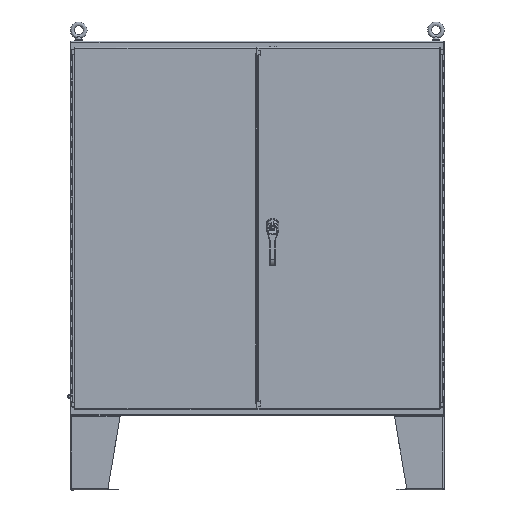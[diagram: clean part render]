
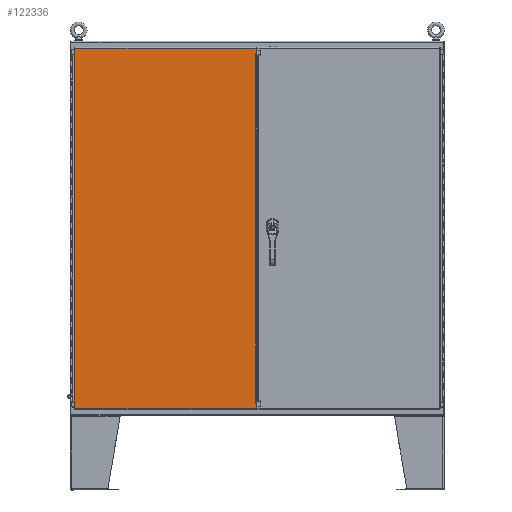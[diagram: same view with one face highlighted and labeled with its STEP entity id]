
A CAD part, top view. The second image highlights one B-rep face of the part: STEP entity #122336.
In plain terms, the highlighted planar face has unit normal (0, 0, 1).
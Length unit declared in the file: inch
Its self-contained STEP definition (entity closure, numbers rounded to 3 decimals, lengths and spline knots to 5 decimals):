
#692 = EDGE_CURVE ( 'NONE', #88971, #38012, #94974, .T. ) ;
#1724 = ORIENTED_EDGE ( 'NONE', *, *, #7002, .F. ) ;
#7002 = EDGE_CURVE ( 'NONE', #13670, #82057, #24693, .T. ) ;
#7157 = CARTESIAN_POINT ( 'NONE',  ( 15.14647, 29.9688, 17.16033 ) ) ;
#7857 = CARTESIAN_POINT ( 'NONE',  ( 29.74002, 1.84355, 17.16033 ) ) ;
#9198 = LINE ( 'NONE', #26009, #18304 ) ;
#9232 = LINE ( 'NONE', #51256, #85160 ) ;
#10339 = VECTOR ( 'NONE', #26096, 39.37008 ) ;
#11188 = LINE ( 'NONE', #94108, #76418 ) ;
#13670 = VERTEX_POINT ( 'NONE', #7857 ) ;
#14571 = EDGE_CURVE ( 'NONE', #49448, #111077, #18157, .T. ) ;
#14662 = DIRECTION ( 'NONE',  ( 0., 1., 0. ) ) ;
#15284 = DIRECTION ( 'NONE',  ( 0., -1., 0. ) ) ;
#15888 = EDGE_CURVE ( 'NONE', #38012, #114244, #109989, .T. ) ;
#16091 = DIRECTION ( 'NONE',  ( -1., 0., 0. ) ) ;
#17168 = AXIS2_PLACEMENT_3D ( 'NONE', #7157, #55075, #94834 ) ;
#18157 = LINE ( 'NONE', #122215, #25660 ) ;
#18304 = VECTOR ( 'NONE', #93891, 39.37008 ) ;
#18999 = VECTOR ( 'NONE', #14662, 39.37008 ) ;
#19122 = CARTESIAN_POINT ( 'NONE',  ( 0.64642, 1., 17.16033 ) ) ;
#20942 = VERTEX_POINT ( 'NONE', #85213 ) ;
#22146 = CARTESIAN_POINT ( 'NONE',  ( 29.74002, 58.09385, 17.16033 ) ) ;
#22309 = ORIENTED_EDGE ( 'NONE', *, *, #14571, .F. ) ;
#23234 = LINE ( 'NONE', #70968, #120443 ) ;
#24693 = LINE ( 'NONE', #27002, #97460 ) ;
#25038 = CARTESIAN_POINT ( 'NONE',  ( 29.74022, 58.09385, 17.16033 ) ) ;
#25660 = VECTOR ( 'NONE', #73819, 39.37008 ) ;
#26009 = CARTESIAN_POINT ( 'NONE',  ( 29.74002, 1.84375, 17.16033 ) ) ;
#26096 = DIRECTION ( 'NONE',  ( 0., -1., 0. ) ) ;
#27002 = CARTESIAN_POINT ( 'NONE',  ( 15.14647, 1.84355, 17.16033 ) ) ;
#27827 = DIRECTION ( 'NONE',  ( 1., 0., 0. ) ) ;
#31177 = CARTESIAN_POINT ( 'NONE',  ( 29.77147, 1.84355, 17.16033 ) ) ;
#31932 = ORIENTED_EDGE ( 'NONE', *, *, #124952, .F. ) ;
#33406 = VECTOR ( 'NONE', #125093, 39.37008 ) ;
#35649 = EDGE_CURVE ( 'NONE', #63406, #49143, #9198, .T. ) ;
#38012 = VERTEX_POINT ( 'NONE', #19122 ) ;
#38754 = VECTOR ( 'NONE', #69527, 39.37008 ) ;
#40414 = CARTESIAN_POINT ( 'NONE',  ( 29.74002, 1.84375, 17.16033 ) ) ;
#40562 = EDGE_CURVE ( 'NONE', #82057, #88971, #98347, .T. ) ;
#43768 = EDGE_LOOP ( 'NONE', ( #121995, #56184, #118508, #79077, #114616, #31932, #22309, #118286, #53850, #61208, #89317, #1724 ) ) ;
#44786 = VECTOR ( 'NONE', #49736, 39.37008 ) ;
#46178 = PLANE ( 'NONE',  #17168 ) ;
#46218 = LINE ( 'NONE', #123032, #114517 ) ;
#49143 = VERTEX_POINT ( 'NONE', #95589 ) ;
#49448 = VERTEX_POINT ( 'NONE', #115923 ) ;
#49736 = DIRECTION ( 'NONE',  ( 0., 1., 0. ) ) ;
#51256 = CARTESIAN_POINT ( 'NONE',  ( 29.74002, 58.09385, 17.16033 ) ) ;
#53850 = ORIENTED_EDGE ( 'NONE', *, *, #15888, .F. ) ;
#55075 = DIRECTION ( 'NONE',  ( 0., 0., -1. ) ) ;
#56184 = ORIENTED_EDGE ( 'NONE', *, *, #35649, .T. ) ;
#56596 = FACE_OUTER_BOUND ( 'NONE', #43768, .T. ) ;
#59931 = CARTESIAN_POINT ( 'NONE',  ( 0.64642, 29.9688, 17.16033 ) ) ;
#60521 = EDGE_CURVE ( 'NONE', #82627, #20942, #9232, .T. ) ;
#61208 = ORIENTED_EDGE ( 'NONE', *, *, #692, .F. ) ;
#63406 = VERTEX_POINT ( 'NONE', #40414 ) ;
#67196 = EDGE_CURVE ( 'NONE', #87778, #82627, #23234, .T. ) ;
#69527 = DIRECTION ( 'NONE',  ( -1., 0., 0. ) ) ;
#70582 = LINE ( 'NONE', #101670, #18999 ) ;
#70968 = CARTESIAN_POINT ( 'NONE',  ( 29.77147, 58.09385, 17.16033 ) ) ;
#73819 = DIRECTION ( 'NONE',  ( 0., -1., 0. ) ) ;
#75444 = EDGE_CURVE ( 'NONE', #87778, #49143, #46218, .T. ) ;
#75885 = CARTESIAN_POINT ( 'NONE',  ( 15.14647, 58.9376, 17.16033 ) ) ;
#76418 = VECTOR ( 'NONE', #16091, 39.37008 ) ;
#78069 = CARTESIAN_POINT ( 'NONE',  ( 29.77147, 58.09405, 17.16033 ) ) ;
#79077 = ORIENTED_EDGE ( 'NONE', *, *, #67196, .T. ) ;
#80739 = DIRECTION ( 'NONE',  ( -1., 0., 0. ) ) ;
#82057 = VERTEX_POINT ( 'NONE', #31177 ) ;
#82627 = VERTEX_POINT ( 'NONE', #22146 ) ;
#84613 = CARTESIAN_POINT ( 'NONE',  ( 0.64642, 58.9376, 17.16033 ) ) ;
#85160 = VECTOR ( 'NONE', #101301, 39.37008 ) ;
#85213 = CARTESIAN_POINT ( 'NONE',  ( 29.74002, 58.09405, 17.16033 ) ) ;
#87778 = VERTEX_POINT ( 'NONE', #25038 ) ;
#88971 = VERTEX_POINT ( 'NONE', #121925 ) ;
#89317 = ORIENTED_EDGE ( 'NONE', *, *, #40562, .F. ) ;
#89411 = CARTESIAN_POINT ( 'NONE',  ( 15.14647, 1., 17.16033 ) ) ;
#93891 = DIRECTION ( 'NONE',  ( 1., 0., 0. ) ) ;
#94108 = CARTESIAN_POINT ( 'NONE',  ( 15.14647, 58.09405, 17.16033 ) ) ;
#94834 = DIRECTION ( 'NONE',  ( 1., 0., 0. ) ) ;
#94974 = LINE ( 'NONE', #89411, #38754 ) ;
#95589 = CARTESIAN_POINT ( 'NONE',  ( 29.74022, 1.84375, 17.16033 ) ) ;
#97460 = VECTOR ( 'NONE', #27827, 39.37008 ) ;
#98347 = LINE ( 'NONE', #123687, #10339 ) ;
#101301 = DIRECTION ( 'NONE',  ( 0., 1., 0. ) ) ;
#101670 = CARTESIAN_POINT ( 'NONE',  ( 29.74002, 1.84355, 17.16033 ) ) ;
#102596 = EDGE_CURVE ( 'NONE', #13670, #63406, #70582, .T. ) ;
#106281 = EDGE_CURVE ( 'NONE', #114244, #49448, #113953, .T. ) ;
#109989 = LINE ( 'NONE', #59931, #44786 ) ;
#111077 = VERTEX_POINT ( 'NONE', #78069 ) ;
#113953 = LINE ( 'NONE', #75885, #33406 ) ;
#114244 = VERTEX_POINT ( 'NONE', #84613 ) ;
#114517 = VECTOR ( 'NONE', #15284, 39.37008 ) ;
#114616 = ORIENTED_EDGE ( 'NONE', *, *, #60521, .T. ) ;
#115923 = CARTESIAN_POINT ( 'NONE',  ( 29.77147, 58.9376, 17.16033 ) ) ;
#118286 = ORIENTED_EDGE ( 'NONE', *, *, #106281, .F. ) ;
#118508 = ORIENTED_EDGE ( 'NONE', *, *, #75444, .F. ) ;
#120443 = VECTOR ( 'NONE', #80739, 39.37008 ) ;
#121925 = CARTESIAN_POINT ( 'NONE',  ( 29.77147, 1., 17.16033 ) ) ;
#121995 = ORIENTED_EDGE ( 'NONE', *, *, #102596, .T. ) ;
#122215 = CARTESIAN_POINT ( 'NONE',  ( 29.77147, 0.87505, 17.16033 ) ) ;
#122336 = ADVANCED_FACE ( 'NONE', ( #56596 ), #46178, .F. ) ;
#123032 = CARTESIAN_POINT ( 'NONE',  ( 29.74022, 29.9688, 17.16033 ) ) ;
#123687 = CARTESIAN_POINT ( 'NONE',  ( 29.77147, 0.87505, 17.16033 ) ) ;
#124952 = EDGE_CURVE ( 'NONE', #111077, #20942, #11188, .T. ) ;
#125093 = DIRECTION ( 'NONE',  ( 1., 0., 0. ) ) ;
